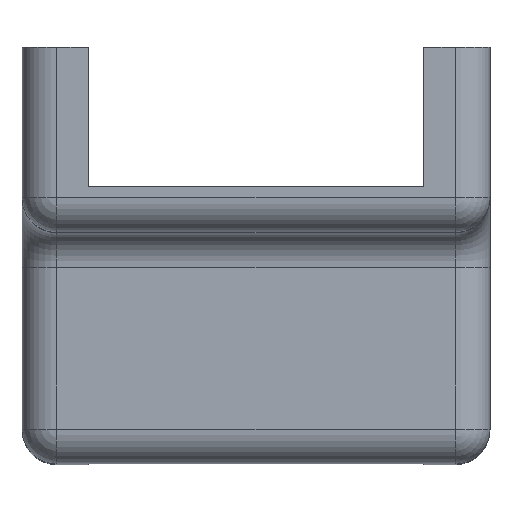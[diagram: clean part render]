
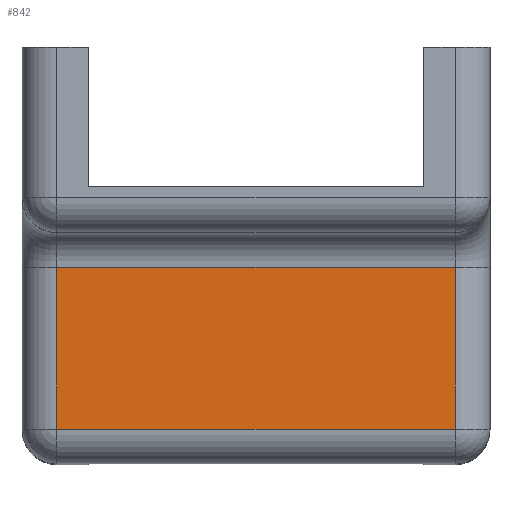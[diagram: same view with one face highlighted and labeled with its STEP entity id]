
A CAD part, top view. The second image highlights one B-rep face of the part: STEP entity #842.
In plain terms, the highlighted planar face has unit normal (0, 0, 1).
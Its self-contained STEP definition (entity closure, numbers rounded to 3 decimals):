
#55=LINE('',#1287,#126);
#56=LINE('',#1290,#127);
#57=LINE('',#1292,#128);
#58=LINE('',#1294,#129);
#126=VECTOR('',#1021,1000.);
#127=VECTOR('',#1022,1000.);
#128=VECTOR('',#1023,1000.);
#129=VECTOR('',#1024,1000.);
#199=ORIENTED_EDGE('',*,*,#429,.T.);
#200=ORIENTED_EDGE('',*,*,#430,.T.);
#201=ORIENTED_EDGE('',*,*,#431,.T.);
#202=ORIENTED_EDGE('',*,*,#432,.T.);
#429=EDGE_CURVE('',#543,#544,#55,.T.);
#430=EDGE_CURVE('',#544,#545,#56,.F.);
#431=EDGE_CURVE('',#545,#546,#57,.F.);
#432=EDGE_CURVE('',#546,#543,#58,.T.);
#543=VERTEX_POINT('',#1288);
#544=VERTEX_POINT('',#1289);
#545=VERTEX_POINT('',#1291);
#546=VERTEX_POINT('',#1293);
#658=EDGE_LOOP('',(#199,#200,#201,#202));
#739=FACE_BOUND('',#658,.T.);
#818=PLANE('',#910);
#842=ADVANCED_FACE('',(#739),#818,.T.);
#910=AXIS2_PLACEMENT_3D('',#1286,#1019,#1020);
#1019=DIRECTION('',(0.,0.,1.));
#1020=DIRECTION('',(1.,0.,0.));
#1021=DIRECTION('',(0.,-1.,0.));
#1022=DIRECTION('',(-1.,0.,0.));
#1023=DIRECTION('',(0.,-1.,0.));
#1024=DIRECTION('',(-1.,0.,0.));
#1286=CARTESIAN_POINT('',(20.25,24.,39.));
#1287=CARTESIAN_POINT('',(-17.25,24.,39.));
#1288=CARTESIAN_POINT('',(-17.25,17.,39.));
#1289=CARTESIAN_POINT('',(-17.25,3.,39.));
#1290=CARTESIAN_POINT('',(20.25,3.,39.));
#1291=CARTESIAN_POINT('',(17.25,3.,39.));
#1292=CARTESIAN_POINT('',(17.25,24.,39.));
#1293=CARTESIAN_POINT('',(17.25,17.,39.));
#1294=CARTESIAN_POINT('',(-20.25,17.,39.));
